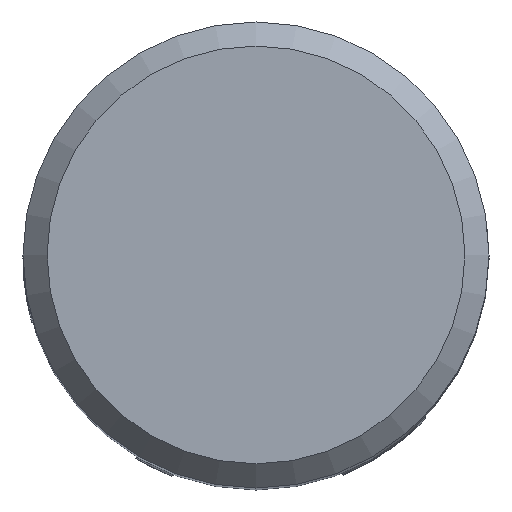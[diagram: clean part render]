
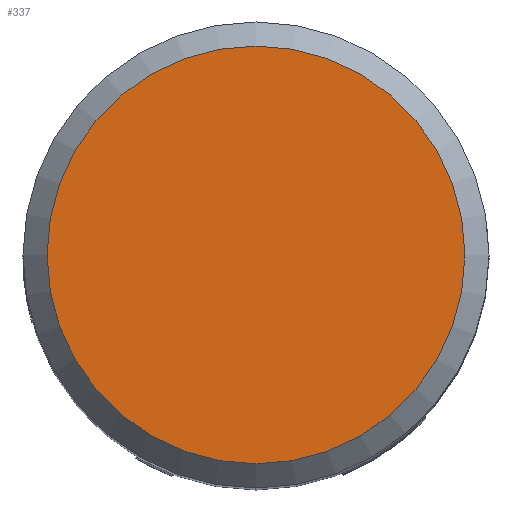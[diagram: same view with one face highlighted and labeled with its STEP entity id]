
A CAD part, top view. The second image highlights one B-rep face of the part: STEP entity #337.
In plain terms, the highlighted planar face has unit normal (0, 0, 1).
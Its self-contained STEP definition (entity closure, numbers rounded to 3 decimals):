
#337=ADVANCED_FACE('',(#433),#375,.T.);
#375=PLANE('',#1246);
#433=FACE_OUTER_BOUND('',#493,.T.);
#493=EDGE_LOOP('',(#803));
#803=ORIENTED_EDGE('',*,*,#1079,.T.);
#924=VERTEX_POINT('',#2183);
#1079=EDGE_CURVE('',#924,#924,#1137,.T.);
#1137=CIRCLE('',#1245,8.965);
#1245=AXIS2_PLACEMENT_3D('',#2182,#1505,#1506);
#1246=AXIS2_PLACEMENT_3D('',#2184,#1507,#1508);
#1505=DIRECTION('',(0.,0.,1.));
#1506=DIRECTION('',(1.,0.,0.));
#1507=DIRECTION('',(0.,0.,1.));
#1508=DIRECTION('',(1.,0.,0.));
#2182=CARTESIAN_POINT('',(0.,0.,50.));
#2183=CARTESIAN_POINT('',(8.965,0.,50.));
#2184=CARTESIAN_POINT('',(0.,0.,50.));
